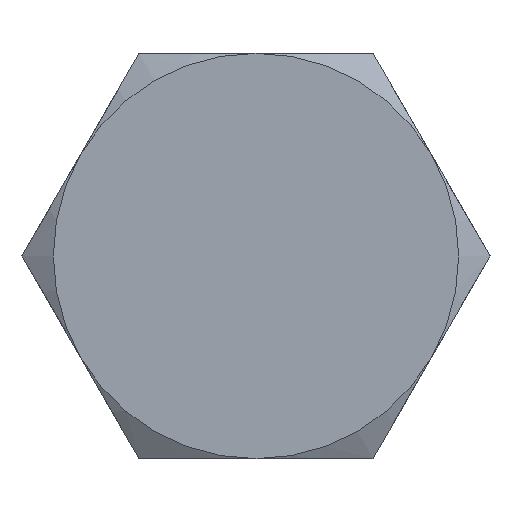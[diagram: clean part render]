
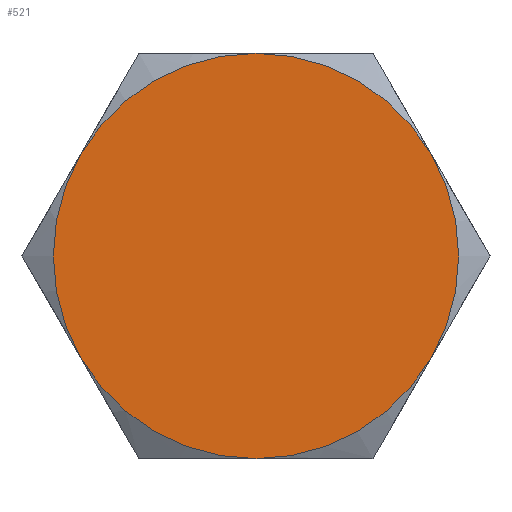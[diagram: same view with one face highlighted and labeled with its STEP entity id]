
A CAD part, left-side view. The second image highlights one B-rep face of the part: STEP entity #521.
In plain terms, the highlighted planar face has unit normal (-1, 0, 0).
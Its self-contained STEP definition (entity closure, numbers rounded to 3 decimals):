
#67=PLANE('',#620);
#96=FACE_OUTER_BOUND('',#129,.T.);
#129=EDGE_LOOP('',(#414,#415,#416,#417,#418,#419));
#205=CIRCLE('',#600,5.);
#206=CIRCLE('',#602,5.);
#207=CIRCLE('',#604,5.);
#208=CIRCLE('',#606,5.);
#209=CIRCLE('',#608,5.);
#210=CIRCLE('',#610,5.);
#229=VERTEX_POINT('',#819);
#231=VERTEX_POINT('',#824);
#233=VERTEX_POINT('',#831);
#234=VERTEX_POINT('',#840);
#237=VERTEX_POINT('',#851);
#238=VERTEX_POINT('',#860);
#280=EDGE_CURVE('',#231,#229,#205,.T.);
#284=EDGE_CURVE('',#233,#231,#206,.T.);
#286=EDGE_CURVE('',#229,#234,#207,.T.);
#290=EDGE_CURVE('',#237,#233,#208,.T.);
#292=EDGE_CURVE('',#234,#238,#209,.T.);
#296=EDGE_CURVE('',#238,#237,#210,.T.);
#414=ORIENTED_EDGE('',*,*,#280,.T.);
#415=ORIENTED_EDGE('',*,*,#286,.T.);
#416=ORIENTED_EDGE('',*,*,#292,.T.);
#417=ORIENTED_EDGE('',*,*,#296,.T.);
#418=ORIENTED_EDGE('',*,*,#290,.T.);
#419=ORIENTED_EDGE('',*,*,#284,.T.);
#521=ADVANCED_FACE('',(#96),#67,.F.);
#600=AXIS2_PLACEMENT_3D('',#825,#675,#676);
#602=AXIS2_PLACEMENT_3D('',#838,#679,#680);
#604=AXIS2_PLACEMENT_3D('',#845,#683,#684);
#606=AXIS2_PLACEMENT_3D('',#858,#687,#688);
#608=AXIS2_PLACEMENT_3D('',#865,#691,#692);
#610=AXIS2_PLACEMENT_3D('',#877,#695,#696);
#620=AXIS2_PLACEMENT_3D('',#907,#727,#728);
#675=DIRECTION('center_axis',(-1.,0.,0.));
#676=DIRECTION('ref_axis',(0.,1.,0.));
#679=DIRECTION('center_axis',(-1.,0.,0.));
#680=DIRECTION('ref_axis',(0.,1.,0.));
#683=DIRECTION('center_axis',(-1.,0.,0.));
#684=DIRECTION('ref_axis',(0.,1.,0.));
#687=DIRECTION('center_axis',(-1.,0.,0.));
#688=DIRECTION('ref_axis',(0.,1.,0.));
#691=DIRECTION('center_axis',(-1.,0.,0.));
#692=DIRECTION('ref_axis',(0.,1.,0.));
#695=DIRECTION('center_axis',(-1.,0.,0.));
#696=DIRECTION('ref_axis',(0.,1.,0.));
#727=DIRECTION('center_axis',(1.,0.,0.));
#728=DIRECTION('ref_axis',(0.,0.,-1.));
#819=CARTESIAN_POINT('',(-4.,4.33,2.5));
#824=CARTESIAN_POINT('',(-4.,0.,5.));
#825=CARTESIAN_POINT('Origin',(-4.,0.,0.));
#831=CARTESIAN_POINT('',(-4.,-4.33,2.5));
#838=CARTESIAN_POINT('Origin',(-4.,0.,0.));
#840=CARTESIAN_POINT('',(-4.,4.33,-2.5));
#845=CARTESIAN_POINT('Origin',(-4.,0.,0.));
#851=CARTESIAN_POINT('',(-4.,-4.33,-2.5));
#858=CARTESIAN_POINT('Origin',(-4.,0.,0.));
#860=CARTESIAN_POINT('',(-4.,0.,-5.));
#865=CARTESIAN_POINT('Origin',(-4.,0.,0.));
#877=CARTESIAN_POINT('Origin',(-4.,0.,0.));
#907=CARTESIAN_POINT('Origin',(-4.,0.,
0.));
